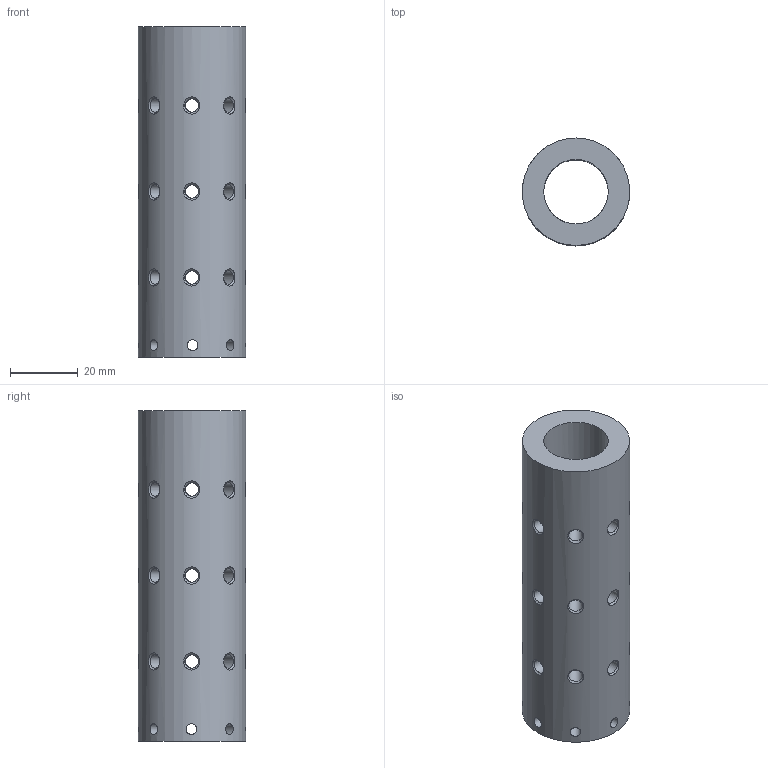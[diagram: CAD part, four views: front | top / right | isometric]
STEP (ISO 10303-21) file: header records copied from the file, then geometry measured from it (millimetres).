
FILE_DESCRIPTION(/* description */ ('','CAx-IF Rec.Pracs.---Representation and Presentation of Product Manufacturing Information (PMI)---4.0---2014-10-13'),/* implementation_level */ '2;1');
FILE_NAME(/* name */ 'ForceBalance.step',/* time_stamp */ '2025-03-04T09:53:49-08:00',/* author */ (''),/* organization */ (''),/* preprocessor_version */ 'ST-DEVELOPER v20',/* originating_system */ 'Autodesk Translation Framework v13.20.0.188',/* authorisation */ '');
FILE_SCHEMA (('AP242_MANAGED_MODEL_BASED_3D_ENGINEERING_MIM_LF { 1 0 10303 442 1 1 4 }'));
Length unit declared in the file: inch
Products named in the file (1): Model mount - 075 (1) (1)
Bounding box: 31.75 x 31.75 x 97.79 mm (x, y, z)
Volume: 46640.6 mm3; surface area: 18789.2 mm2
Topology: 1 solids, 1 shells, 72 faces, 266 edges, 188 vertices
Faces by surface type: cylinder 38, cone 32, plane 2
Full cylindrical faces by diameter (mm): 3.175 x8, 3.454 x4, 4.039 x24, 19.05 x1, 31.75 x1
Entity records: 5017 total; most frequent: CARTESIAN_POINT 2835, ORIENTED_EDGE 524, DIRECTION 304, EDGE_CURVE 262, VERTEX_POINT 188, B_SPLINE_CURVE_WITH_KNOTS 144, EDGE_LOOP 134, AXIS2_PLACEMENT_3D 113
